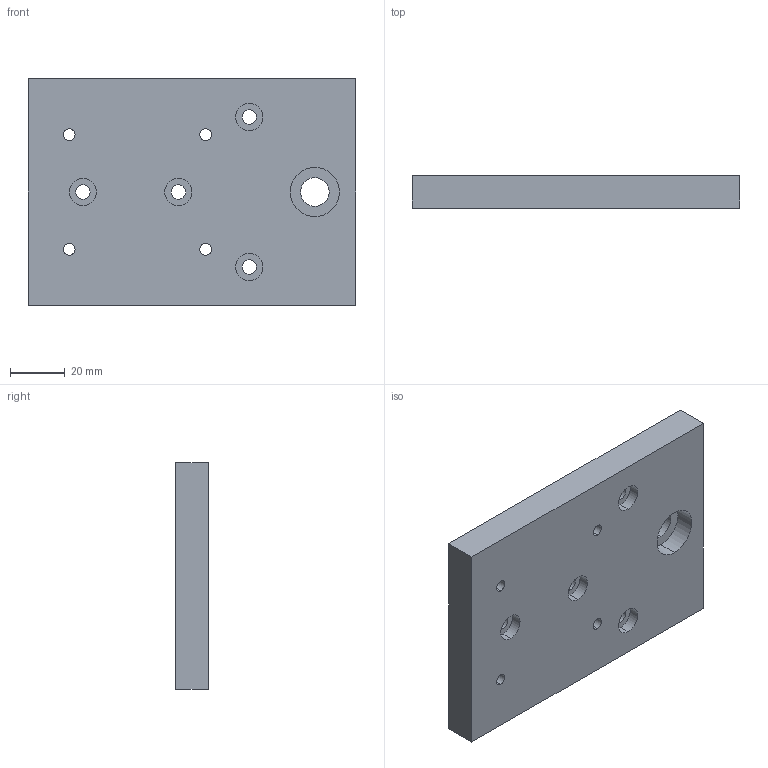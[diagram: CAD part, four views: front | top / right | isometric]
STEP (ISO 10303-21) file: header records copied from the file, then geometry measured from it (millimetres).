
FILE_DESCRIPTION (( 'STEP AP214' ), '1' );
FILE_NAME ('plaque2.STEP', '2020-04-09T12:38:38', ( '' ), ( '' ), 'SwSTEP 2.0', 'SolidWorks 2015', '' );
FILE_SCHEMA (( 'AUTOMOTIVE_DESIGN' ));
Length unit declared in the file: millimetre
Products named in the file (1): plaque2
Bounding box: 120 x 12 x 83 mm (x, y, z)
Volume: 114194.4 mm3; surface area: 26716.1 mm2
Topology: 1 solids, 1 shells, 51 faces, 120 edges, 80 vertices
Faces by surface type: cylinder 36, plane 15
Entity records: 1576 total; most frequent: DIRECTION 296, CARTESIAN_POINT 252, ORIENTED_EDGE 240, AXIS2_PLACEMENT_3D 124, EDGE_CURVE 120, VERTEX_POINT 80, EDGE_LOOP 78, CIRCLE 72
